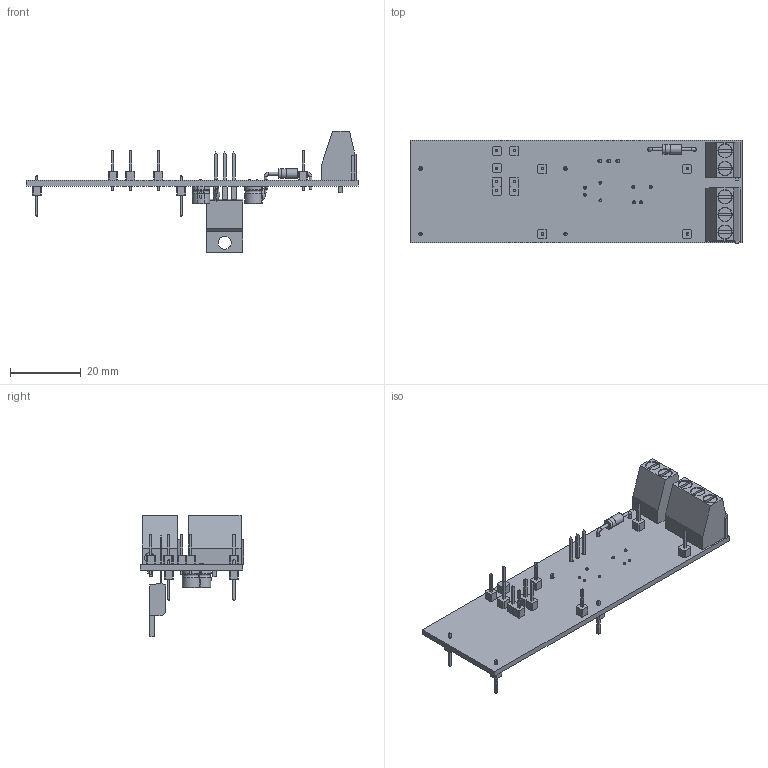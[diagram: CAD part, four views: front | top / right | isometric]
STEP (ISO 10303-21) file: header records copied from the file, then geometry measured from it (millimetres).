
FILE_DESCRIPTION(('KiCad electronic assembly'),'2;1');
FILE_NAME('schematicPowerSourcePLC_V0.1.step','2025-04-06T18:27:09',( 'Pcbnew'),('Kicad'),'Open CASCADE STEP processor 7.7', 'KiCad to STEP converter','Unknown');
FILE_SCHEMA(('AUTOMOTIVE_DESIGN { 1 0 10303 214 1 1 1 1 }'));
Length unit declared in the file: millimetre
Products named in the file (18): schematicPowerSourcePLC_V0.1 1; PinHeader_1x02_P2.54mm_Vertical; SOLID; PinHeader_1x01_P2.54mm_Vertical; TerminalBlock_Phoenix_MKDS-1,5-3_1x03_P5.00mm_Horizontal; D_DO-41_SOD81_P12.70mm_Horizontal; TerminalBlock_Phoenix_MKDS-1,5-2_1x02_P5.00mm_Horizontal; C_Disc_D4.3mm_W1.9mm_P5.00mm; CP_Radial_D5.0mm_P2.00mm; TO-220-3_Vertical; schematicPowerSourcePLC_V0.1 PCB
Assembly tree (30 placements, depth 3):
  schematicPowerSourcePLC_V0.1 1
    PinHeader_1x02_P2.54mm_Vertical  x2
      SOLID
    PinHeader_1x01_P2.54mm_Vertical  x11
      SOLID
    TerminalBlock_Phoenix_MKDS-1,5-3_1x03_P5.00mm_Horizontal
      SOLID
    D_DO-41_SOD81_P12.70mm_Horizontal
      SOLID
    TerminalBlock_Phoenix_MKDS-1,5-2_1x02_P5.00mm_Horizontal
      SOLID
    C_Disc_D4.3mm_W1.9mm_P5.00mm  x2
      SOLID
    CP_Radial_D5.0mm_P2.00mm  x2
      SOLID
    TO-220-3_Vertical
      SOLID
    schematicPowerSourcePLC_V0.1 PCB
Bounding box: 94 x 29.24 x 34.27 mm (x, y, z)
Volume: 7856.8 mm3; surface area: 11151 mm2
Topology: 22 solids, 24 shells, 846 faces, 2042 edges, 1288 vertices
Faces by surface type: plane 705, cylinder 85, bspline 32, revolution 14, torus 6, sphere 4
Full cylindrical faces by diameter (mm): 0.5 x12, 0.8 x12, 1 x15, 1.1 x5, 1.3 x5, 2.7 x2, 2.72 x1, 3.735 x1, 3.8 x5, 4 x5
Entity records: 33904 total; most frequent: CARTESIAN_POINT 7527, DIRECTION 4322, LINE 2797, VECTOR 2797, ORIENTED_EDGE 2274, PCURVE 2274, DEFINITIONAL_REPRESENTATION 2274, EDGE_CURVE 1137
